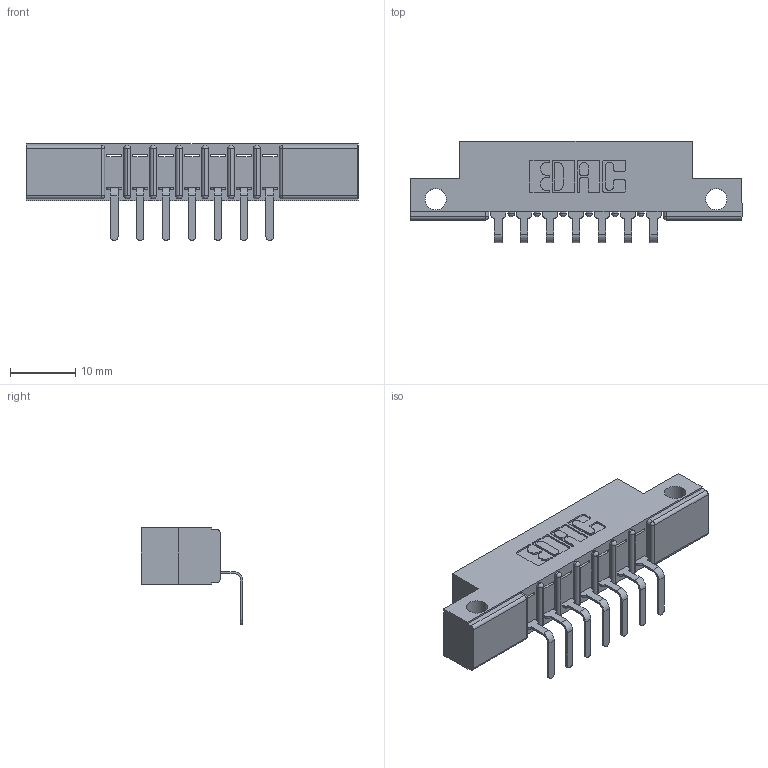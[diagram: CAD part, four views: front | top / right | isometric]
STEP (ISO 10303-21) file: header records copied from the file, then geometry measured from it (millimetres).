
FILE_DESCRIPTION (( 'STEP AP203' ), '1' );
FILE_NAME ('307-007-559-112.STEP', '2019-09-04T15:31:47', ( '' ), ( '' ), 'SwSTEP 2.0', 'SolidWorks 2016', '' );
FILE_SCHEMA (( 'CONFIG_CONTROL_DESIGN' ));
Length unit declared in the file: inch
Products named in the file (3): 307-007-559-112; 307-290-001_558 559 - 1 (Single); 307 Part_.128 Dia Side Mounting Holes
Assembly tree (8 placements, depth 2):
  307-007-559-112
    307 Part_.128 Dia Side Mounting Holes
    307-290-001_558 559 - 1 (Single)  x7
Bounding box: 50.75 x 15.46 x 14.81 mm (x, y, z)
Volume: 3174.1 mm3; surface area: 4255.7 mm2
Topology: 8 solids, 8 shells, 546 faces, 1541 edges, 994 vertices
Faces by surface type: plane 343, cylinder 187, sphere 16
Entity records: 10422 total; most frequent: CARTESIAN_POINT 1744, ORIENTED_EDGE 1730, DIRECTION 1717, EDGE_CURVE 865, VECTOR 647, LINE 647, VERTEX_POINT 562, AXIS2_PLACEMENT_3D 535
